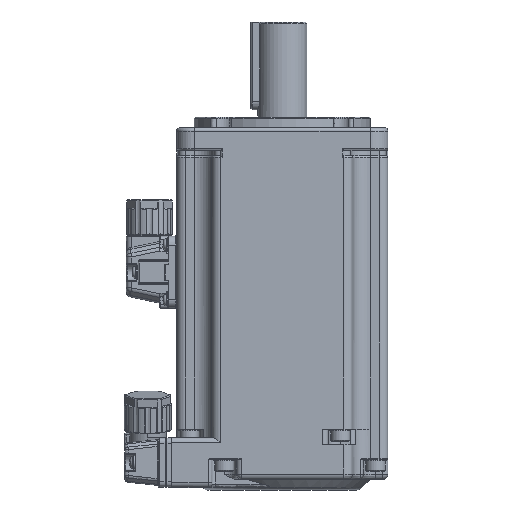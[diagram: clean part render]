
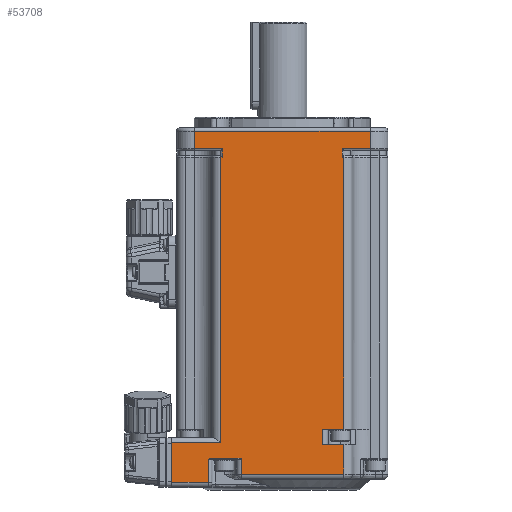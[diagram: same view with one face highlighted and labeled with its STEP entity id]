
A CAD part, left-side view. The second image highlights one B-rep face of the part: STEP entity #53708.
In plain terms, the highlighted planar face has unit normal (-1, 0, 0).
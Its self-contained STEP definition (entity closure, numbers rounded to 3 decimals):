
#2347=CARTESIAN_POINT('',(-180.,-17.5,-112.6));
#2348=VERTEX_POINT('',#2347);
#2373=CARTESIAN_POINT('',(-180.,11.5,-112.6));
#2374=VERTEX_POINT('',#2373);
#2384=CARTESIAN_POINT('',(-180.,-17.5,-112.6));
#2385=DIRECTION('',(0.,1.,0.));
#2386=VECTOR('',#2385,29.);
#2387=LINE('',#2384,#2386);
#2388=EDGE_CURVE('',#2348,#2374,#2387,.T.);
#3968=CARTESIAN_POINT('',(-180.,31.45,-114.9));
#3969=VERTEX_POINT('',#3968);
#3976=CARTESIAN_POINT('',(-180.,31.45,-103.7));
#3977=VERTEX_POINT('',#3976);
#3978=CARTESIAN_POINT('',(-180.,31.45,-114.9));
#3979=DIRECTION('',(0.,0.,1.));
#3980=VECTOR('',#3979,11.2);
#3981=LINE('',#3978,#3980);
#3982=EDGE_CURVE('',#3969,#3977,#3981,.T.);
#4498=CARTESIAN_POINT('',(-180.,-17.5,-104.1));
#4499=VERTEX_POINT('',#4498);
#4507=CARTESIAN_POINT('',(-180.,-17.5,-104.1));
#4508=DIRECTION('',(0.,0.,-1.));
#4509=VECTOR('',#4508,8.5);
#4510=LINE('',#4507,#4509);
#4511=EDGE_CURVE('',#4499,#2348,#4510,.T.);
#5917=CARTESIAN_POINT('',(-180.,21.,-114.9));
#5918=VERTEX_POINT('',#5917);
#5926=CARTESIAN_POINT('',(-180.,21.,-114.9));
#5927=DIRECTION('',(0.,1.,0.));
#5928=VECTOR('',#5927,10.45);
#5929=LINE('',#5926,#5928);
#5930=EDGE_CURVE('',#5918,#3969,#5929,.T.);
#6968=CARTESIAN_POINT('',(-180.,-11.5,-104.1));
#6969=VERTEX_POINT('',#6968);
#6977=CARTESIAN_POINT('',(-180.,-11.5,-104.1));
#6978=DIRECTION('',(0.,-1.,0.));
#6979=VECTOR('',#6978,6.);
#6980=LINE('',#6977,#6979);
#6981=EDGE_CURVE('',#6969,#4499,#6980,.T.);
#6994=CARTESIAN_POINT('',(-180.,11.5,-108.3));
#6995=VERTEX_POINT('',#6994);
#7023=CARTESIAN_POINT('',(-180.,11.5,-112.6));
#7024=DIRECTION('',(0.,0.,1.));
#7025=VECTOR('',#7024,4.3);
#7026=LINE('',#7023,#7025);
#7027=EDGE_CURVE('',#2374,#6995,#7026,.T.);
#7037=CARTESIAN_POINT('',(-180.,17.5,-103.7));
#7038=VERTEX_POINT('',#7037);
#7050=CARTESIAN_POINT('',(-180.,31.45,-103.7));
#7051=DIRECTION('',(0.,-1.,0.));
#7052=VECTOR('',#7051,13.95);
#7053=LINE('',#7050,#7052);
#7054=EDGE_CURVE('',#3977,#7038,#7053,.T.);
#7075=CARTESIAN_POINT('',(-180.,21.,-108.3));
#7076=VERTEX_POINT('',#7075);
#7096=CARTESIAN_POINT('',(-180.,21.,-108.3));
#7097=DIRECTION('',(0.,0.,-1.));
#7098=VECTOR('',#7097,6.6);
#7099=LINE('',#7096,#7098);
#7100=EDGE_CURVE('',#7076,#5918,#7099,.T.);
#7296=CARTESIAN_POINT('',(-180.,20.108,-108.1));
#7297=VERTEX_POINT('',#7296);
#7305=CARTESIAN_POINT('',(-180.,20.108,-108.1));
#7306=CARTESIAN_POINT('',(-180.,20.291,-108.1));
#7307=CARTESIAN_POINT('',(-180.,20.96,-108.25));
#7308=CARTESIAN_POINT('',(-180.,21.,-108.3));
#7309=B_SPLINE_CURVE_WITH_KNOTS('',3,(#7305,#7306,#7307,#7308),.UNSPECIFIED.,.F.,.U.,(4,4),(0.,1.),.UNSPECIFIED.);
#7310=EDGE_CURVE('',#7297,#7076,#7309,.T.);
#7335=CARTESIAN_POINT('',(-180.,12.598,-108.1));
#7336=VERTEX_POINT('',#7335);
#7344=CARTESIAN_POINT('',(-180.,12.598,-108.1));
#7345=DIRECTION('',(0.,1.,0.));
#7346=VECTOR('',#7345,7.51);
#7347=LINE('',#7344,#7346);
#7348=EDGE_CURVE('',#7336,#7297,#7347,.T.);
#7541=CARTESIAN_POINT('',(-180.,11.5,-108.3));
#7542=CARTESIAN_POINT('',(-180.,11.542,-108.25));
#7543=CARTESIAN_POINT('',(-180.,12.365,-108.1));
#7544=CARTESIAN_POINT('',(-180.,12.598,-108.1));
#7545=B_SPLINE_CURVE_WITH_KNOTS('',3,(#7541,#7542,#7543,#7544),.UNSPECIFIED.,.F.,.U.,(4,4),(0.,1.),.UNSPECIFIED.);
#7546=EDGE_CURVE('',#6995,#7336,#7545,.T.);
#7565=CARTESIAN_POINT('',(-180.,-11.5,-99.8));
#7566=VERTEX_POINT('',#7565);
#7574=CARTESIAN_POINT('',(-180.,-11.5,-99.8));
#7575=DIRECTION('',(0.,0.,-1.));
#7576=VECTOR('',#7575,4.3);
#7577=LINE('',#7574,#7576);
#7578=EDGE_CURVE('',#7566,#6969,#7577,.T.);
#7597=CARTESIAN_POINT('',(-180.,-17.5,-99.8));
#7598=VERTEX_POINT('',#7597);
#7606=CARTESIAN_POINT('',(-180.,-17.5,-99.8));
#7607=DIRECTION('',(0.,1.,0.));
#7608=VECTOR('',#7607,6.);
#7609=LINE('',#7606,#7608);
#7610=EDGE_CURVE('',#7598,#7566,#7609,.T.);
#53602=CARTESIAN_POINT('',(-180.,2.771,-64.546));
#53603=DIRECTION('',(0.,1.,0.));
#53604=DIRECTION('',(-1.,0.,0.));
#53605=AXIS2_PLACEMENT_3D('',#53602,#53604,#53603);
#53606=PLANE('',#53605);
#53607=CARTESIAN_POINT('',(-180.,25.,-20.1));
#53608=VERTEX_POINT('',#53607);
#53609=CARTESIAN_POINT('',(-180.,25.,-15.1));
#53610=VERTEX_POINT('',#53609);
#53611=CARTESIAN_POINT('',(-180.,25.,-20.1));
#53612=DIRECTION('',(0.,0.,1.));
#53613=VECTOR('',#53612,5.);
#53614=LINE('',#53611,#53613);
#53615=EDGE_CURVE('',#53608,#53610,#53614,.T.);
#53616=ORIENTED_EDGE('',*,*,#53615,.F.);
#53617=CARTESIAN_POINT('',(-180.,17.,-20.1));
#53618=VERTEX_POINT('',#53617);
#53619=CARTESIAN_POINT('',(-180.,25.,-20.1));
#53620=DIRECTION('',(0.,-1.,0.));
#53621=VECTOR('',#53620,8.);
#53622=LINE('',#53619,#53621);
#53623=EDGE_CURVE('',#53608,#53618,#53622,.T.);
#53624=ORIENTED_EDGE('',*,*,#53623,.T.);
#53625=CARTESIAN_POINT('',(-180.,17.,-22.6));
#53626=VERTEX_POINT('',#53625);
#53627=CARTESIAN_POINT('',(-180.,17.,-20.1));
#53628=DIRECTION('',(0.,0.,-1.));
#53629=VECTOR('',#53628,2.5);
#53630=LINE('',#53627,#53629);
#53631=EDGE_CURVE('',#53618,#53626,#53630,.T.);
#53632=ORIENTED_EDGE('',*,*,#53631,.T.);
#53633=CARTESIAN_POINT('',(-180.,17.5,-22.6));
#53634=VERTEX_POINT('',#53633);
#53635=CARTESIAN_POINT('',(-180.,17.,-22.6));
#53636=DIRECTION('',(0.,1.,0.));
#53637=VECTOR('',#53636,0.5);
#53638=LINE('',#53635,#53637);
#53639=EDGE_CURVE('',#53626,#53634,#53638,.T.);
#53640=ORIENTED_EDGE('',*,*,#53639,.T.);
#53641=CARTESIAN_POINT('',(-180.,17.5,-103.7));
#53642=DIRECTION('',(0.,0.,1.));
#53643=VECTOR('',#53642,81.1);
#53644=LINE('',#53641,#53643);
#53645=EDGE_CURVE('',#7038,#53634,#53644,.T.);
#53646=ORIENTED_EDGE('',*,*,#53645,.F.);
#53647=ORIENTED_EDGE('',*,*,#7054,.F.);
#53648=ORIENTED_EDGE('',*,*,#3982,.F.);
#53649=ORIENTED_EDGE('',*,*,#5930,.F.);
#53650=ORIENTED_EDGE('',*,*,#7100,.F.);
#53651=ORIENTED_EDGE('',*,*,#7310,.F.);
#53652=ORIENTED_EDGE('',*,*,#7348,.F.);
#53653=ORIENTED_EDGE('',*,*,#7546,.F.);
#53654=ORIENTED_EDGE('',*,*,#7027,.F.);
#53655=ORIENTED_EDGE('',*,*,#2388,.F.);
#53656=ORIENTED_EDGE('',*,*,#4511,.F.);
#53657=ORIENTED_EDGE('',*,*,#6981,.F.);
#53658=ORIENTED_EDGE('',*,*,#7578,.F.);
#53659=ORIENTED_EDGE('',*,*,#7610,.F.);
#53660=CARTESIAN_POINT('',(-180.,-17.5,-22.6));
#53661=VERTEX_POINT('',#53660);
#53662=CARTESIAN_POINT('',(-180.,-17.5,-99.8));
#53663=DIRECTION('',(0.,0.,1.));
#53664=VECTOR('',#53663,77.2);
#53665=LINE('',#53662,#53664);
#53666=EDGE_CURVE('',#7598,#53661,#53665,.T.);
#53667=ORIENTED_EDGE('',*,*,#53666,.T.);
#53668=CARTESIAN_POINT('',(-180.,-17.,-22.6));
#53669=VERTEX_POINT('',#53668);
#53670=CARTESIAN_POINT('',(-180.,-17.5,-22.6));
#53671=DIRECTION('',(0.,1.,0.));
#53672=VECTOR('',#53671,0.5);
#53673=LINE('',#53670,#53672);
#53674=EDGE_CURVE('',#53661,#53669,#53673,.T.);
#53675=ORIENTED_EDGE('',*,*,#53674,.T.);
#53676=CARTESIAN_POINT('',(-180.,-17.,-20.1));
#53677=VERTEX_POINT('',#53676);
#53678=CARTESIAN_POINT('',(-180.,-17.,-22.6));
#53679=DIRECTION('',(0.,0.,1.));
#53680=VECTOR('',#53679,2.5);
#53681=LINE('',#53678,#53680);
#53682=EDGE_CURVE('',#53669,#53677,#53681,.T.);
#53683=ORIENTED_EDGE('',*,*,#53682,.T.);
#53684=CARTESIAN_POINT('',(-180.,-25.,-20.1));
#53685=VERTEX_POINT('',#53684);
#53686=CARTESIAN_POINT('',(-180.,-17.,-20.1));
#53687=DIRECTION('',(0.,-1.,0.));
#53688=VECTOR('',#53687,8.);
#53689=LINE('',#53686,#53688);
#53690=EDGE_CURVE('',#53677,#53685,#53689,.T.);
#53691=ORIENTED_EDGE('',*,*,#53690,.T.);
#53692=CARTESIAN_POINT('',(-180.,-25.,-15.1));
#53693=VERTEX_POINT('',#53692);
#53694=CARTESIAN_POINT('',(-180.,-25.,-20.1));
#53695=DIRECTION('',(0.,0.,1.));
#53696=VECTOR('',#53695,5.);
#53697=LINE('',#53694,#53696);
#53698=EDGE_CURVE('',#53685,#53693,#53697,.T.);
#53699=ORIENTED_EDGE('',*,*,#53698,.T.);
#53700=CARTESIAN_POINT('',(-180.,25.,-15.1));
#53701=DIRECTION('',(0.,-1.,0.));
#53702=VECTOR('',#53701,50.);
#53703=LINE('',#53700,#53702);
#53704=EDGE_CURVE('',#53610,#53693,#53703,.T.);
#53705=ORIENTED_EDGE('',*,*,#53704,.F.);
#53706=EDGE_LOOP('',(#53616,#53624,#53632,#53640,#53646,#53647,#53648,#53649,#53650,#53651,#53652,#53653,#53654,#53655,#53656,#53657,#53658,#53659,#53667,#53675,#53683,#53691,#53699,#53705));
#53707=FACE_OUTER_BOUND('',#53706,.T.);
#53708=ADVANCED_FACE('',(#53707),#53606,.T.);
